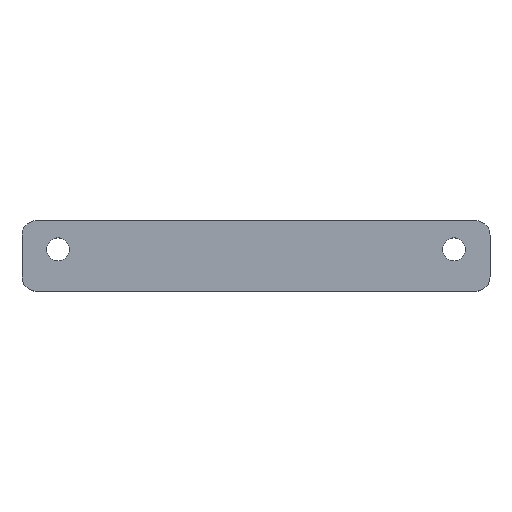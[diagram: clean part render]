
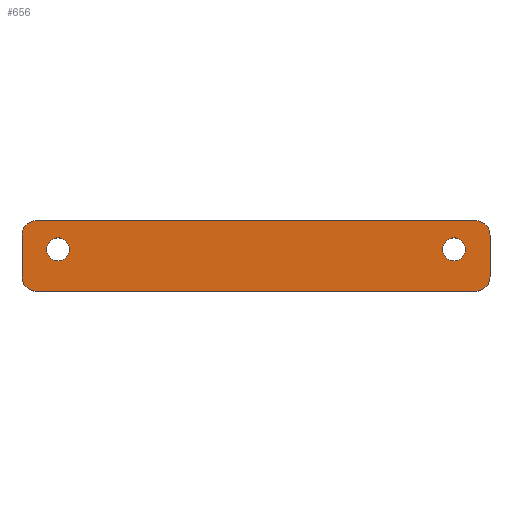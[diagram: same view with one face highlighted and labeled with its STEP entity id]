
A CAD part, top view. The second image highlights one B-rep face of the part: STEP entity #656.
In plain terms, the highlighted planar face has unit normal (0, 0, 1).
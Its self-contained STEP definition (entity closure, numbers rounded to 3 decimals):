
#17=FACE_BOUND('',#239,.T.);
#18=FACE_BOUND('',#240,.T.);
#27=PLANE('',#730);
#68=LINE('',#1079,#127);
#69=LINE('',#1083,#128);
#70=LINE('',#1087,#129);
#71=LINE('',#1090,#130);
#127=VECTOR('',#873,10.);
#128=VECTOR('',#876,10.);
#129=VECTOR('',#879,10.);
#130=VECTOR('',#882,10.);
#199=FACE_OUTER_BOUND('',#238,.T.);
#238=EDGE_LOOP('',(#518,#519,#520,#521,#522,#523,#524,#525));
#239=EDGE_LOOP('',(#526));
#240=EDGE_LOOP('',(#527));
#280=CIRCLE('',#729,2.);
#281=CIRCLE('',#731,2.);
#282=CIRCLE('',#732,2.);
#283=CIRCLE('',#733,2.);
#284=CIRCLE('',#734,1.6);
#285=CIRCLE('',#735,1.6);
#330=VERTEX_POINT('',#1072);
#331=VERTEX_POINT('',#1074);
#332=VERTEX_POINT('',#1078);
#333=VERTEX_POINT('',#1080);
#334=VERTEX_POINT('',#1082);
#335=VERTEX_POINT('',#1084);
#336=VERTEX_POINT('',#1086);
#337=VERTEX_POINT('',#1088);
#338=VERTEX_POINT('',#1091);
#339=VERTEX_POINT('',#1093);
#403=EDGE_CURVE('',#330,#331,#280,.T.);
#405=EDGE_CURVE('',#330,#332,#68,.T.);
#406=EDGE_CURVE('',#333,#332,#281,.T.);
#407=EDGE_CURVE('',#333,#334,#69,.T.);
#408=EDGE_CURVE('',#335,#334,#282,.T.);
#409=EDGE_CURVE('',#335,#336,#70,.T.);
#410=EDGE_CURVE('',#337,#336,#283,.T.);
#411=EDGE_CURVE('',#331,#337,#71,.T.);
#412=EDGE_CURVE('',#338,#338,#284,.T.);
#413=EDGE_CURVE('',#339,#339,#285,.T.);
#518=ORIENTED_EDGE('',*,*,#403,.F.);
#519=ORIENTED_EDGE('',*,*,#405,.T.);
#520=ORIENTED_EDGE('',*,*,#406,.F.);
#521=ORIENTED_EDGE('',*,*,#407,.T.);
#522=ORIENTED_EDGE('',*,*,#408,.F.);
#523=ORIENTED_EDGE('',*,*,#409,.T.);
#524=ORIENTED_EDGE('',*,*,#410,.F.);
#525=ORIENTED_EDGE('',*,*,#411,.F.);
#526=ORIENTED_EDGE('',*,*,#412,.F.);
#527=ORIENTED_EDGE('',*,*,#413,.F.);
#656=ADVANCED_FACE('',(#199,#17,#18),#27,.F.);
#729=AXIS2_PLACEMENT_3D('',#1075,#868,#869);
#730=AXIS2_PLACEMENT_3D('',#1077,#871,#872);
#731=AXIS2_PLACEMENT_3D('',#1081,#874,#875);
#732=AXIS2_PLACEMENT_3D('',#1085,#877,#878);
#733=AXIS2_PLACEMENT_3D('',#1089,#880,#881);
#734=AXIS2_PLACEMENT_3D('',#1092,#883,#884);
#735=AXIS2_PLACEMENT_3D('',#1094,#885,#886);
#868=DIRECTION('center_axis',(0.,0.,
-1.));
#869=DIRECTION('ref_axis',(0.707,-0.707,0.));
#871=DIRECTION('center_axis',(0.,0.,
-1.));
#872=DIRECTION('ref_axis',(-1.,0.,0.));
#873=DIRECTION('',(0.,1.,0.));
#874=DIRECTION('center_axis',(0.,0.,
-1.));
#875=DIRECTION('ref_axis',(0.707,0.707,0.));
#876=DIRECTION('',(-1.,0.,0.));
#877=DIRECTION('center_axis',(0.,0.,
-1.));
#878=DIRECTION('ref_axis',(-0.707,0.707,0.));
#879=DIRECTION('',(0.,-1.,0.));
#880=DIRECTION('center_axis',(0.,0.,
-1.));
#881=DIRECTION('ref_axis',(-0.707,-0.707,0.));
#882=DIRECTION('',(-1.,0.,0.));
#883=DIRECTION('center_axis',(0.,0.,
1.));
#884=DIRECTION('ref_axis',(-1.,0.,0.));
#885=DIRECTION('center_axis',(0.,0.,
1.));
#886=DIRECTION('ref_axis',(-1.,0.,0.));
#1072=CARTESIAN_POINT('',(32.5,-13.2,13.));
#1074=CARTESIAN_POINT('',(30.5,-15.2,13.));
#1075=CARTESIAN_POINT('Origin',(30.5,-13.2,13.));
#1077=CARTESIAN_POINT('Origin',(0.,-10.3,
13.));
#1078=CARTESIAN_POINT('',(32.5,-7.4,13.));
#1079=CARTESIAN_POINT('',(32.5,-15.2,13.));
#1080=CARTESIAN_POINT('',(30.5,-5.4,13.));
#1081=CARTESIAN_POINT('Origin',(30.5,-7.4,13.));
#1082=CARTESIAN_POINT('',(-30.5,-5.4,13.));
#1083=CARTESIAN_POINT('',(32.5,-5.4,13.));
#1084=CARTESIAN_POINT('',(-32.5,-7.4,13.));
#1085=CARTESIAN_POINT('Origin',(-30.5,-7.4,13.));
#1086=CARTESIAN_POINT('',(-32.5,-13.2,13.));
#1087=CARTESIAN_POINT('',(-32.5,-5.4,13.));
#1088=CARTESIAN_POINT('',(-30.5,-15.2,13.));
#1089=CARTESIAN_POINT('Origin',(-30.5,-13.2,13.));
#1090=CARTESIAN_POINT('',(17.5,-15.2,13.));
#1091=CARTESIAN_POINT('',(29.1,-9.4,13.));
#1092=CARTESIAN_POINT('Origin',(27.5,-9.4,13.));
#1093=CARTESIAN_POINT('',(-25.9,-9.4,13.));
#1094=CARTESIAN_POINT('Origin',(-27.5,-9.4,13.));
